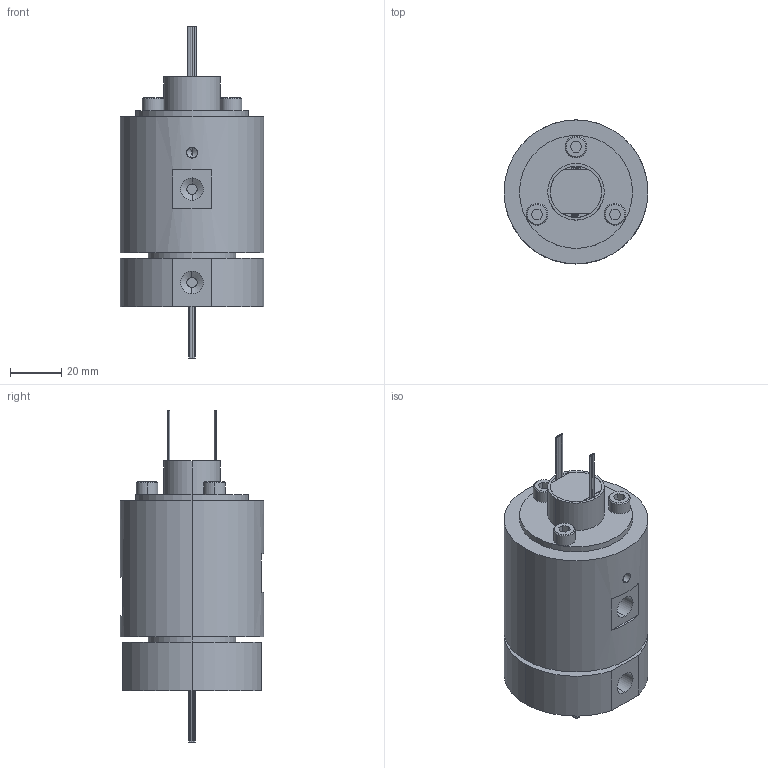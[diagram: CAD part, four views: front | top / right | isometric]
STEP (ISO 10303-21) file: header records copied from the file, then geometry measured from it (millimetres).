
FILE_DESCRIPTION (( 'STEP AP203' ), '1' );
FILE_NAME ('MK21S-S06.STEP', '2020-08-06T03:34:36', ( 'gongcheng1' ), ( '' ), 'SwSTEP 2.0', 'SolidWorks 2014', '' );
FILE_SCHEMA (( 'CONFIG_CONTROL_DESIGN' ));
Length unit declared in the file: millimetre
Products named in the file (1): MK21S-S06
Bounding box: 56 x 56 x 129.2 mm (x, y, z)
Volume: 184191.6 mm3; surface area: 25816.6 mm2
Topology: 1 solids, 1 shells, 170 faces, 379 edges, 236 vertices
Faces by surface type: cylinder 80, plane 64, cone 26
Entity records: 4878 total; most frequent: CARTESIAN_POINT 940, DIRECTION 871, ORIENTED_EDGE 734, EDGE_CURVE 367, AXIS2_PLACEMENT_3D 343, VERTEX_POINT 236, EDGE_LOOP 209, LINE 185
